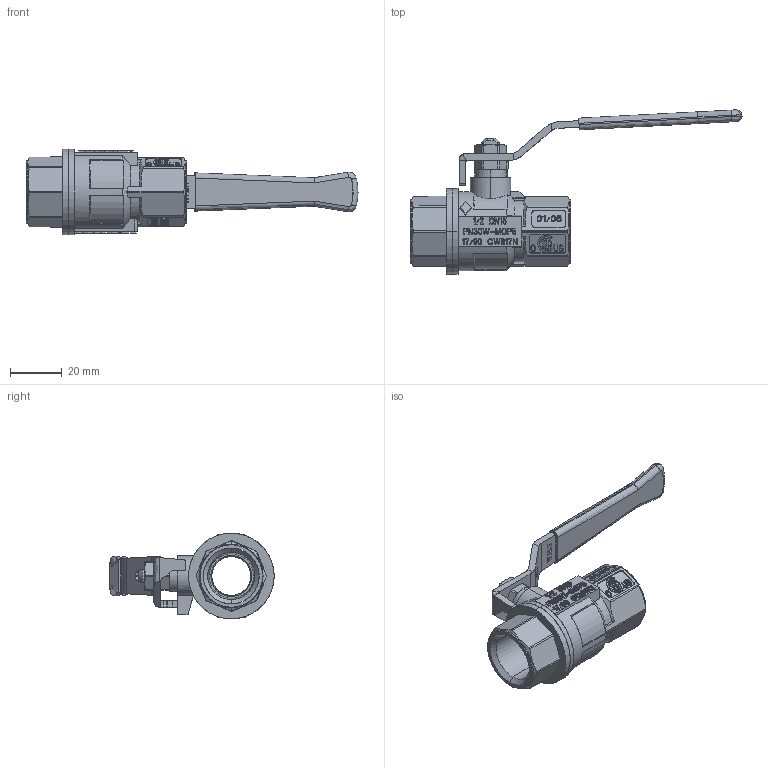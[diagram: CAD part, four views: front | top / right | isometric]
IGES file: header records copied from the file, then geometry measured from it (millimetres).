
Start section: SolidWorks IGES file using analytic representation for surfaces
Global section: file name: C0FCCBB7-9895-4ACE-BFE8-86FEC3F0DF97.IGS; native system: SolidWorks 2011; preprocessor: SolidWorks 2011; author: partstream; date: 110424.045244; units: inch
Bounding box: 127.94 x 63.29 x 33 mm (x, y, z)
Surface area: 15353.1 mm2 (no closed solid volume)
Topology: 0 solids, 0 shells, 3747 faces, 23429 edges, 23427 vertices
Faces by surface type: bspline 3577, revolution 170
